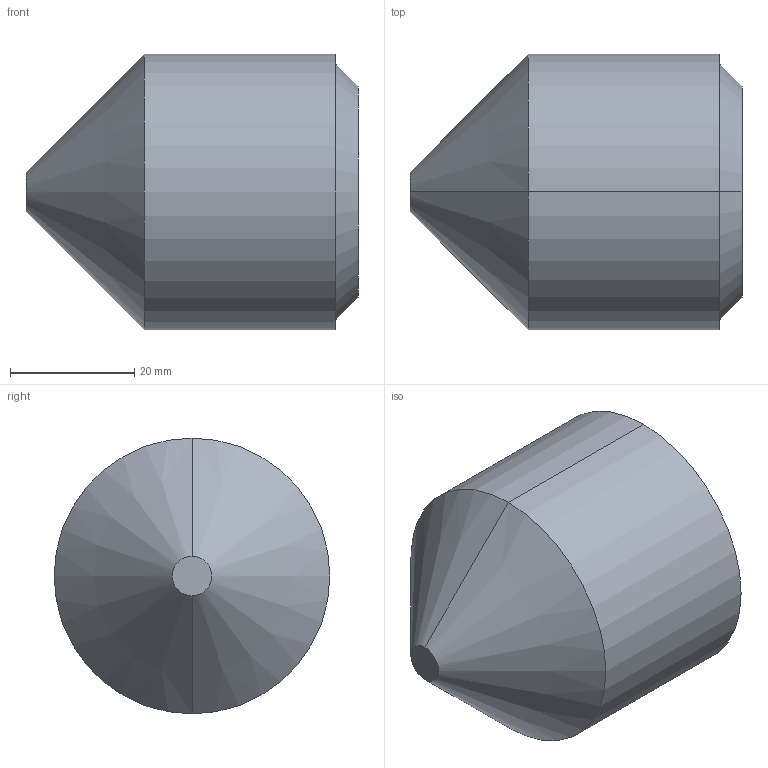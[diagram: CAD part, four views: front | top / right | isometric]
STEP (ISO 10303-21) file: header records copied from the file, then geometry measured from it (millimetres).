
FILE_DESCRIPTION (( 'STEP AP214' ), '1' );
FILE_NAME ('test swirl injector 3 for printing.STEP', '2023-04-21T02:01:20', ( '' ), ( '' ), 'SwSTEP 2.0', 'SolidWorks 2021', '' );
FILE_SCHEMA (( 'AUTOMOTIVE_DESIGN' ));
Length unit declared in the file: inch
Products named in the file (1): test swirl injector 3 for printing
Bounding box: 53.51 x 44.45 x 44.45 mm (x, y, z)
Volume: 26429.9 mm3; surface area: 19228.7 mm2
Topology: 1 solids, 1 shells, 128 faces, 330 edges, 191 vertices
Faces by surface type: cylinder 64, cone 36, plane 28
Entity records: 4354 total; most frequent: CARTESIAN_POINT 1444, ORIENTED_EDGE 656, DIRECTION 540, EDGE_CURVE 328, AXIS2_PLACEMENT_3D 207, VERTEX_POINT 191, EDGE_LOOP 141, ADVANCED_FACE 128
